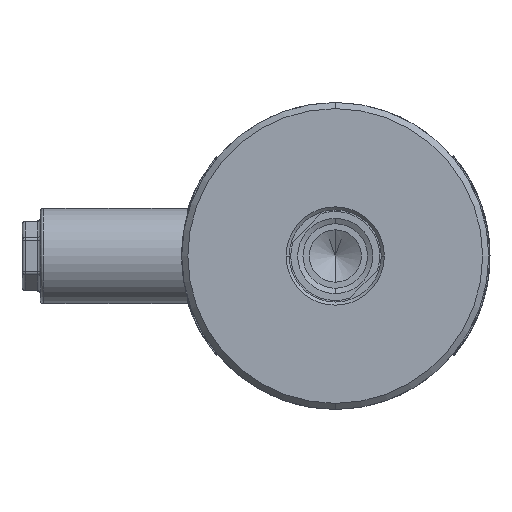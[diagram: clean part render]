
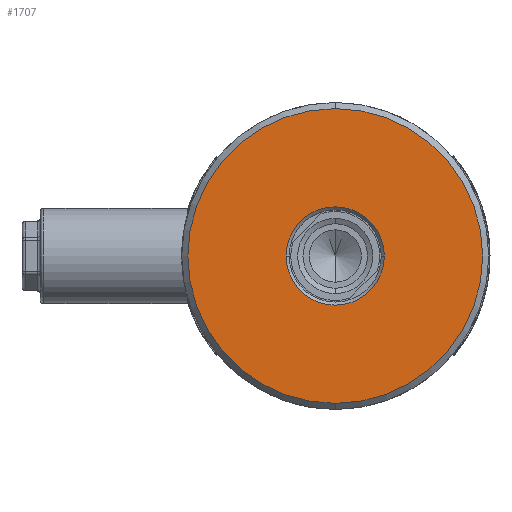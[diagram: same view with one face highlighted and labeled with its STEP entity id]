
A CAD part, left-side view. The second image highlights one B-rep face of the part: STEP entity #1707.
In plain terms, the highlighted planar face has unit normal (-1, 0, 0).
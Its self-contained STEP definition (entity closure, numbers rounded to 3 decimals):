
#662 = EDGE_LOOP ( 'NONE', ( #10093, #8244 ) ) ;
#1523 = ORIENTED_EDGE ( 'NONE', *, *, #7997, .T. ) ;
#1707 = ADVANCED_FACE ( 'NONE', ( #10558, #2601 ), #23329, .T. ) ;
#1773 = VERTEX_POINT ( 'NONE', #5743 ) ;
#1813 = AXIS2_PLACEMENT_3D ( 'NONE', #9298, #25296, #21568 ) ;
#2601 = FACE_OUTER_BOUND ( 'NONE', #5283, .T. ) ;
#3277 = EDGE_CURVE ( 'NONE', #22626, #22894, #22494, .T. ) ;
#5283 = EDGE_LOOP ( 'NONE', ( #24763, #1523 ) ) ;
#5439 = DIRECTION ( 'NONE',  ( -1., 0., 0. ) ) ;
#5743 = CARTESIAN_POINT ( 'NONE',  ( -94., 0., 24. ) ) ;
#7554 = AXIS2_PLACEMENT_3D ( 'NONE', #19211, #5439, #24353 ) ;
#7979 = EDGE_CURVE ( 'NONE', #22894, #22626, #14197, .T. ) ;
#7997 = EDGE_CURVE ( 'NONE', #1773, #24967, #20495, .T. ) ;
#8244 = ORIENTED_EDGE ( 'NONE', *, *, #3277, .T. ) ;
#9298 = CARTESIAN_POINT ( 'NONE',  ( -94., 0., 0. ) ) ;
#10093 = ORIENTED_EDGE ( 'NONE', *, *, #7979, .T. ) ;
#10268 = DIRECTION ( 'NONE',  ( 0., 0., 1. ) ) ;
#10558 = FACE_BOUND ( 'NONE', #662, .T. ) ;
#11132 = CARTESIAN_POINT ( 'NONE',  ( -94., 0., -24. ) ) ;
#14197 = CIRCLE ( 'NONE', #25358, 8. ) ;
#14266 = CARTESIAN_POINT ( 'NONE',  ( -94., 0., 0. ) ) ;
#15155 = CARTESIAN_POINT ( 'NONE',  ( -94., 0., 0. ) ) ;
#15502 = DIRECTION ( 'NONE',  ( 1., 0., 0. ) ) ;
#16310 = DIRECTION ( 'NONE',  ( 1., 0., 0. ) ) ;
#17195 = DIRECTION ( 'NONE',  ( 0., 0., 1. ) ) ;
#17199 = CARTESIAN_POINT ( 'NONE',  ( -94., -8., 0. ) ) ;
#17447 = AXIS2_PLACEMENT_3D ( 'NONE', #14266, #16310, #10268 ) ;
#18616 = CARTESIAN_POINT ( 'NONE',  ( -94., 8., 0. ) ) ;
#18946 = AXIS2_PLACEMENT_3D ( 'NONE', #19329, #19772, #25633 ) ;
#19211 = CARTESIAN_POINT ( 'NONE',  ( -94., 0., 0. ) ) ;
#19329 = CARTESIAN_POINT ( 'NONE',  ( -94., 0., 0. ) ) ;
#19772 = DIRECTION ( 'NONE',  ( -1., 0., 0. ) ) ;
#20495 = CIRCLE ( 'NONE', #1813, 24. ) ;
#21568 = DIRECTION ( 'NONE',  ( 0., 0., 1. ) ) ;
#22494 = CIRCLE ( 'NONE', #17447, 8. ) ;
#22523 = EDGE_CURVE ( 'NONE', #24967, #1773, #23307, .T. ) ;
#22626 = VERTEX_POINT ( 'NONE', #18616 ) ;
#22894 = VERTEX_POINT ( 'NONE', #17199 ) ;
#23307 = CIRCLE ( 'NONE', #7554, 24. ) ;
#23329 = PLANE ( 'NONE',  #18946 ) ;
#24353 = DIRECTION ( 'NONE',  ( 0., 0., 1. ) ) ;
#24763 = ORIENTED_EDGE ( 'NONE', *, *, #22523, .T. ) ;
#24967 = VERTEX_POINT ( 'NONE', #11132 ) ;
#25296 = DIRECTION ( 'NONE',  ( -1., 0., 0. ) ) ;
#25358 = AXIS2_PLACEMENT_3D ( 'NONE', #15155, #15502, #17195 ) ;
#25633 = DIRECTION ( 'NONE',  ( 0., 0., 1. ) ) ;
